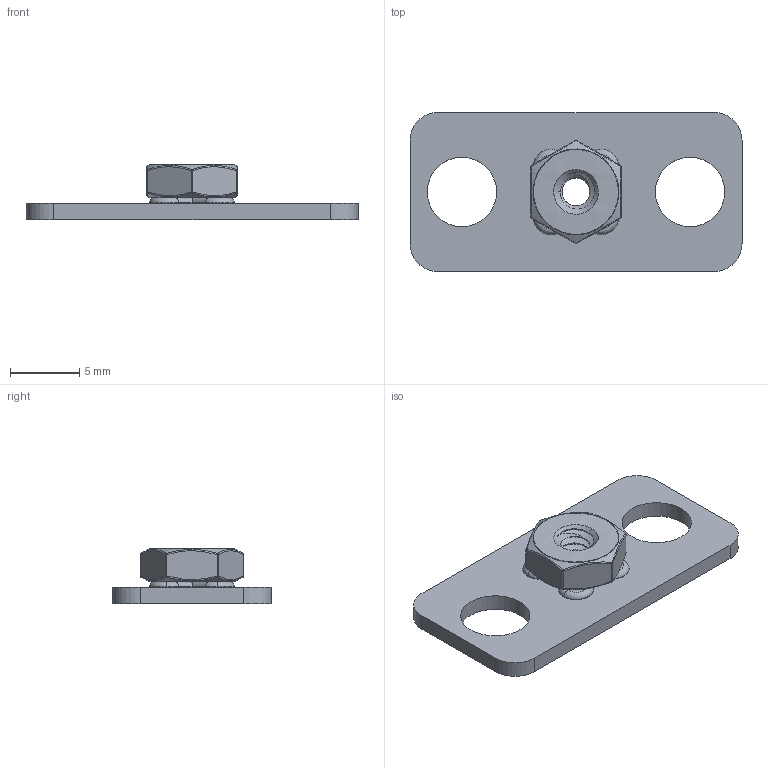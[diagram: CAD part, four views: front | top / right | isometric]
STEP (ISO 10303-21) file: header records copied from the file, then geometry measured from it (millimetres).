
FILE_DESCRIPTION (( 'STEP AP214' ), '1' );
FILE_NAME ('93512A110_Stainless Steel Narrow-Base Adhesive-Ready Nuts.STEP', '2025-08-11T18:03:14', ( '' ), ( '' ), 'SwSTEP 2.0', 'SolidWorks 2024', '' );
FILE_SCHEMA (( 'AUTOMOTIVE_DESIGN' ));
Length unit declared in the file: inch
Products named in the file (1): 93512A110_Stainless Steel Narrow-Base Adhesive-Ready Nuts_93512A110
Bounding box: 23.98 x 11.48 x 4.02 mm (x, y, z)
Volume: 349.1 mm3; surface area: 735.7 mm2
Topology: 2 solids, 2 shells, 126 faces, 321 edges, 195 vertices
Faces by surface type: plane 37, cylinder 31, cone 20, bspline 18, sphere 12, torus 8
Entity records: 5181 total; most frequent: CARTESIAN_POINT 2309, ORIENTED_EDGE 626, DIRECTION 568, EDGE_CURVE 313, AXIS2_PLACEMENT_3D 228, VERTEX_POINT 191, EDGE_LOOP 134, FACE_OUTER_BOUND 126
